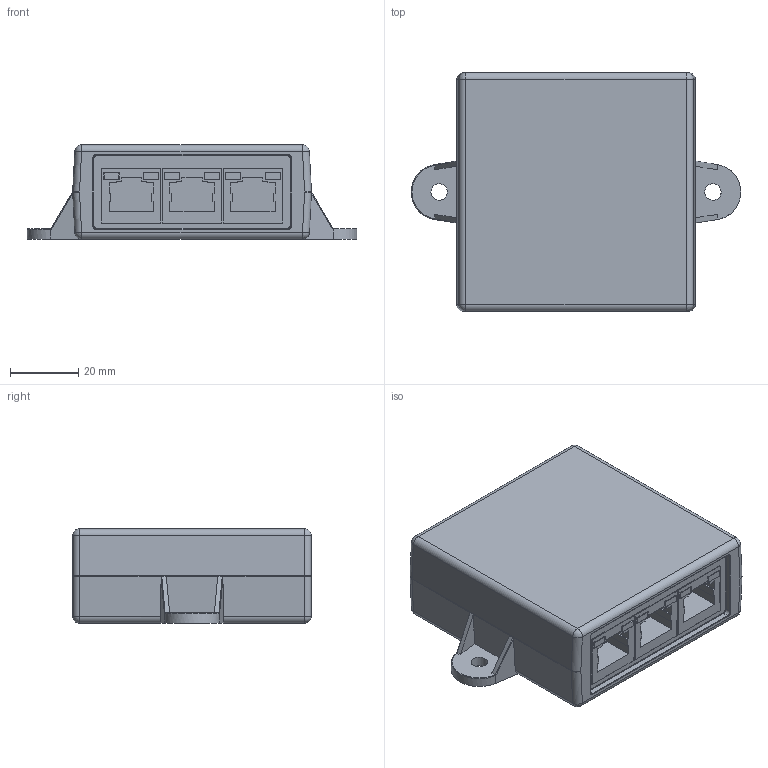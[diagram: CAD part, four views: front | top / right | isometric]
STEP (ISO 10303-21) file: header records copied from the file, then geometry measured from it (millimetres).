
FILE_DESCRIPTION(/* description */ ('','CAx-IF Rec.Pracs.---Representation and Presentation of Product Manufacturing Information (PMI)---4.0---2014-10-13'),/* implementation_level */ '2;1');
FILE_NAME(/* name */ '2-Port Gigabit Ethernet Switch.stp',/* time_stamp */ '2021-06-01T18:43:11+02:00',/* author */ ('Mikes'),/* organization */ (''),/* preprocessor_version */ 'ST-DEVELOPER v18.1',/* originating_system */ 'Autodesk Inventor 2021',/* authorisation */ '');
FILE_SCHEMA (('AP242_MANAGED_MODEL_BASED_3D_ENGINEERING_MIM_LF { 1 0 10303 442 1 1 4 }'));
Length unit declared in the file: millimetre
Products named in the file (1): 2-Port Gigabit Ethernet Switch
Bounding box: 96.27 x 69.8 x 27.6 mm (x, y, z)
Volume: 123723.8 mm3; surface area: 21296.1 mm2
Topology: 7 solids, 7 shells, 324 faces, 1024 edges, 960 vertices
Faces by surface type: plane 179, cylinder 98, bspline 18, torus 17, sphere 12
Full cylindrical faces by diameter (mm): 4.8 x2
Entity records: 12335 total; most frequent: CARTESIAN_POINT 3858, DIRECTION 1634, ORIENTED_EDGE 1574, EDGE_CURVE 787, AXIS2_PLACEMENT_3D 545, LINE 544, VECTOR 544, VERTEX_POINT 488
